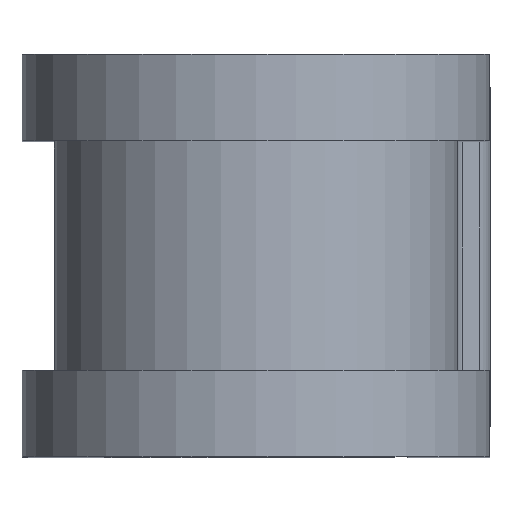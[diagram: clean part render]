
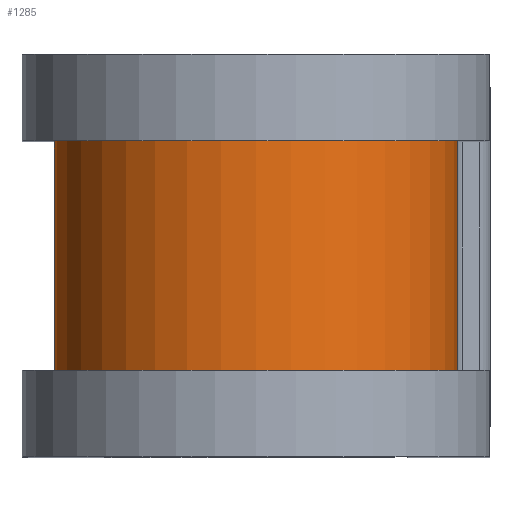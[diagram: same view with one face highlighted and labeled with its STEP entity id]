
A CAD part, top view. The second image highlights one B-rep face of the part: STEP entity #1285.
In plain terms, the highlighted cylindrical face has radius 9.474 mm (diameter 18.948 mm), a partial arc.
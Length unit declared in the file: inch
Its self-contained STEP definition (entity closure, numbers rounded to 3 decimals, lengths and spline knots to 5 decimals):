
#5 = DIRECTION ( 'NONE',  ( 0., 0., -1. ) ) ;
#222 = ORIENTED_EDGE ( 'NONE', *, *, #1732, .F. ) ;
#229 = FACE_OUTER_BOUND ( 'NONE', #1435, .T. ) ;
#234 = DIRECTION ( 'NONE',  ( 0., -1., 0. ) ) ;
#278 = DIRECTION ( 'NONE',  ( 0., -1., 0. ) ) ;
#295 = ORIENTED_EDGE ( 'NONE', *, *, #1634, .T. ) ;
#297 = LINE ( 'NONE', #1491, #1988 ) ;
#306 = DIRECTION ( 'NONE',  ( 0., -1., 0. ) ) ;
#317 = CARTESIAN_POINT ( 'NONE',  ( 0.373, 0.2125, 0.562 ) ) ;
#344 = VERTEX_POINT ( 'NONE', #593 ) ;
#384 = VERTEX_POINT ( 'NONE', #317 ) ;
#549 = AXIS2_PLACEMENT_3D ( 'NONE', #1255, #278, #1414 ) ;
#593 = CARTESIAN_POINT ( 'NONE',  ( -0.373, -0.2125, 0.562 ) ) ;
#595 = VERTEX_POINT ( 'NONE', #832 ) ;
#690 = CIRCLE ( 'NONE', #1186, 0.373 ) ;
#832 = CARTESIAN_POINT ( 'NONE',  ( 0.373, -0.2125, 0.562 ) ) ;
#891 = CARTESIAN_POINT ( 'NONE',  ( 0., -0.2125, 0.562 ) ) ;
#927 = EDGE_CURVE ( 'NONE', #595, #344, #690, .T. ) ;
#960 = CARTESIAN_POINT ( 'NONE',  ( 0.373, 0.3125, 0.562 ) ) ;
#1042 = DIRECTION ( 'NONE',  ( 0., 0., -1. ) ) ;
#1153 = CARTESIAN_POINT ( 'NONE',  ( 0., 0.3125, 0.562 ) ) ;
#1186 = AXIS2_PLACEMENT_3D ( 'NONE', #891, #2039, #1042 ) ;
#1255 = CARTESIAN_POINT ( 'NONE',  ( 0., 0.2125, 0.562 ) ) ;
#1285 = ADVANCED_FACE ( 'NONE', ( #229 ), #1429, .T. ) ;
#1313 = DIRECTION ( 'NONE',  ( 0., -1., 0. ) ) ;
#1364 = EDGE_CURVE ( 'NONE', #1959, #344, #297, .T. ) ;
#1370 = CARTESIAN_POINT ( 'NONE',  ( -0.373, 0.2125, 0.562 ) ) ;
#1414 = DIRECTION ( 'NONE',  ( 0., 0., -1. ) ) ;
#1429 = CYLINDRICAL_SURFACE ( 'NONE', #1492, 0.373 ) ;
#1435 = EDGE_LOOP ( 'NONE', ( #222, #295, #1511, #2077 ) ) ;
#1491 = CARTESIAN_POINT ( 'NONE',  ( -0.373, 0.3125, 0.562 ) ) ;
#1492 = AXIS2_PLACEMENT_3D ( 'NONE', #1153, #1313, #5 ) ;
#1507 = CIRCLE ( 'NONE', #549, 0.373 ) ;
#1511 = ORIENTED_EDGE ( 'NONE', *, *, #1364, .T. ) ;
#1592 = VECTOR ( 'NONE', #306, 39.37008 ) ;
#1634 = EDGE_CURVE ( 'NONE', #384, #1959, #1507, .T. ) ;
#1732 = EDGE_CURVE ( 'NONE', #384, #595, #2024, .T. ) ;
#1959 = VERTEX_POINT ( 'NONE', #1370 ) ;
#1988 = VECTOR ( 'NONE', #234, 39.37008 ) ;
#2024 = LINE ( 'NONE', #960, #1592 ) ;
#2039 = DIRECTION ( 'NONE',  ( 0., -1., 0. ) ) ;
#2077 = ORIENTED_EDGE ( 'NONE', *, *, #927, .F. ) ;
